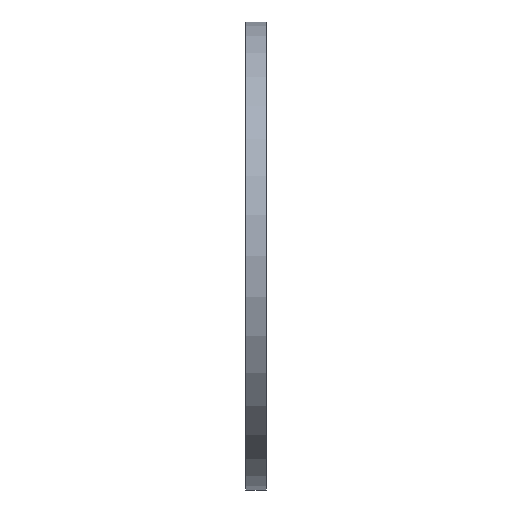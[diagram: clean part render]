
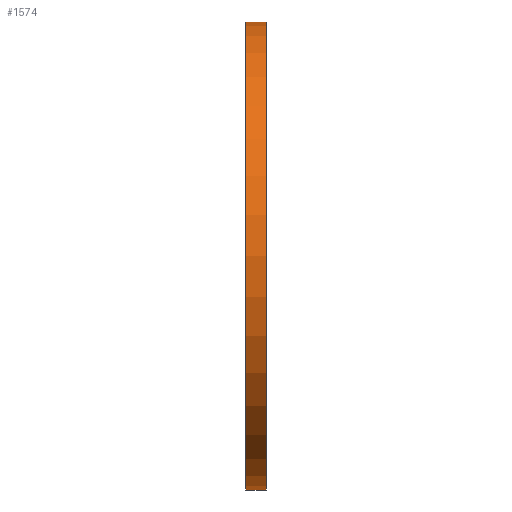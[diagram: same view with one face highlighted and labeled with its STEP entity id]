
A CAD part, left-side view. The second image highlights one B-rep face of the part: STEP entity #1574.
In plain terms, the highlighted cylindrical face has radius 107.95 mm (diameter 215.9 mm), a full revolution.
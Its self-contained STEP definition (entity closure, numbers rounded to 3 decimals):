
#215=FACE_OUTER_BOUND('',#287,.T.);
#287=EDGE_LOOP('',(#1306,#1307,#1308,#1309));
#491=LINE('',#2654,#569);
#569=VECTOR('',#2240,107.95);
#694=CIRCLE('',#1771,107.95);
#695=CIRCLE('',#1772,107.95);
#830=VERTEX_POINT('',#2651);
#831=VERTEX_POINT('',#2653);
#1033=EDGE_CURVE('',#830,#830,#694,.T.);
#1034=EDGE_CURVE('',#830,#831,#491,.T.);
#1035=EDGE_CURVE('',#831,#831,#695,.T.);
#1306=ORIENTED_EDGE('',*,*,#1033,.F.);
#1307=ORIENTED_EDGE('',*,*,#1034,.T.);
#1308=ORIENTED_EDGE('',*,*,#1035,.T.);
#1309=ORIENTED_EDGE('',*,*,#1034,.F.);
#1506=CYLINDRICAL_SURFACE('',#1770,107.95);
#1574=ADVANCED_FACE('',(#215),#1506,.T.);
#1770=AXIS2_PLACEMENT_3D('',#2650,#2236,#2237);
#1771=AXIS2_PLACEMENT_3D('',#2652,#2238,#2239);
#1772=AXIS2_PLACEMENT_3D('',#2655,#2241,#2242);
#2236=DIRECTION('center_axis',(0.,1.,0.));
#2237=DIRECTION('ref_axis',(1.,0.,0.));
#2238=DIRECTION('center_axis',(0.,1.,0.));
#2239=DIRECTION('ref_axis',(1.,0.,0.));
#2240=DIRECTION('',(0.,-1.,0.));
#2241=DIRECTION('center_axis',(0.,1.,0.));
#2242=DIRECTION('ref_axis',(1.,0.,0.));
#2650=CARTESIAN_POINT('Origin',(0.,33.,0.));
#2651=CARTESIAN_POINT('',(-107.95,42.35,0.));
#2652=CARTESIAN_POINT('Origin',(0.,42.35,0.));
#2653=CARTESIAN_POINT('',(-107.95,33.,0.));
#2654=CARTESIAN_POINT('',(-107.95,33.,0.));
#2655=CARTESIAN_POINT('Origin',(0.,33.,0.));
